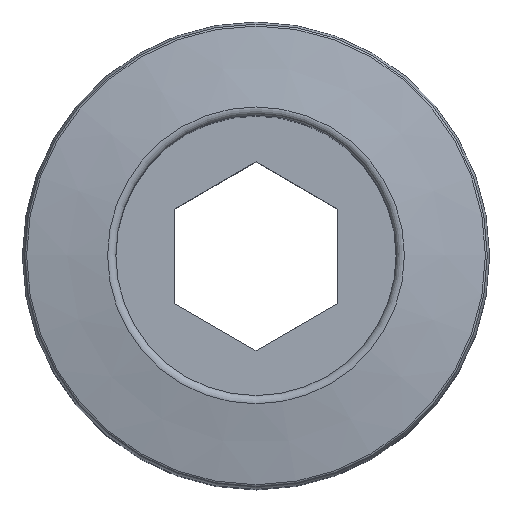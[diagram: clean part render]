
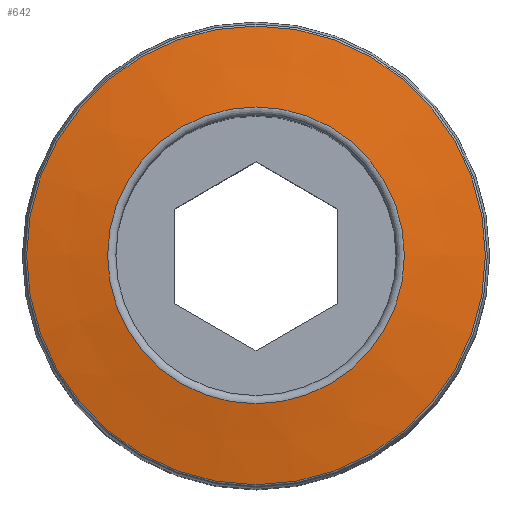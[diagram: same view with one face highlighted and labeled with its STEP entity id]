
A CAD part, top view. The second image highlights one B-rep face of the part: STEP entity #642.
In plain terms, the highlighted conical face has half-angle 80 degrees and reference radius 6.352 mm.
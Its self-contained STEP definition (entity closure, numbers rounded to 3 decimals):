
#20=CONICAL_SURFACE('',#685,6.352,1.396);
#42=CIRCLE('',#684,6.352);
#43=CIRCLE('',#686,9.817);
#107=ORIENTED_EDGE('',*,*,#181,.F.);
#108=ORIENTED_EDGE('',*,*,#180,.T.);
#180=EDGE_CURVE('',#218,#218,#42,.T.);
#181=EDGE_CURVE('',#219,#219,#43,.T.);
#218=VERTEX_POINT('',#935);
#219=VERTEX_POINT('',#938);
#278=EDGE_LOOP('',(#107));
#279=EDGE_LOOP('',(#108));
#338=FACE_BOUND('',#278,.T.);
#339=FACE_BOUND('',#279,.T.);
#642=ADVANCED_FACE('',(#338,#339),#20,.T.);
#684=AXIS2_PLACEMENT_3D('',#934,#771,#772);
#685=AXIS2_PLACEMENT_3D('',#936,#773,#774);
#686=AXIS2_PLACEMENT_3D('',#937,#775,#776);
#771=DIRECTION('',(0.,0.,-1.));
#772=DIRECTION('',(-1.,0.,0.));
#773=DIRECTION('',(0.,0.,-1.));
#774=DIRECTION('',(-1.,0.,0.));
#775=DIRECTION('',(0.,0.,-1.));
#776=DIRECTION('',(-1.,0.,0.));
#934=CARTESIAN_POINT('',(0.,0.,31.14));
#935=CARTESIAN_POINT('',(-6.352,0.,31.14));
#936=CARTESIAN_POINT('',(0.,0.,31.14));
#937=CARTESIAN_POINT('',(0.,0.,30.529));
#938=CARTESIAN_POINT('',(-9.817,0.,30.529));
